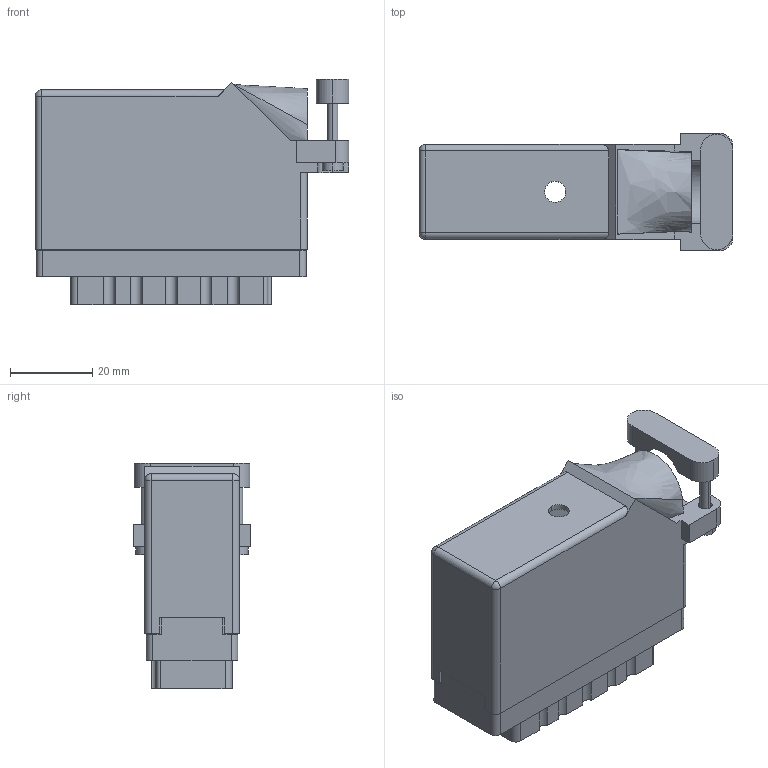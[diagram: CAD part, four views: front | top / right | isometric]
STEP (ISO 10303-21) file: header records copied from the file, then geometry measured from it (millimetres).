
FILE_DESCRIPTION (( 'STEP AP203' ), '1' );
FILE_NAME ('516-056-000-640.STEP', '2020-03-05T20:46:02', ( '' ), ( '' ), 'SwSTEP 2.0', 'SolidWorks 2016', '' );
FILE_SCHEMA (( 'CONFIG_CONTROL_DESIGN' ));
Length unit declared in the file: inch
Products named in the file (3): 516-056-000-640; 516-230-001_Plastic - 056 Side Entry - Large Clamp; 516 Part Receptacle_056
Assembly tree (2 placements, depth 2):
  516-056-000-640
    516 Part Receptacle_056
    516-230-001_Plastic - 056 Side Entry - Large Clamp
Bounding box: 76.5 x 28.57 x 54.91 mm (x, y, z)
Volume: 26937.8 mm3; surface area: 37140.7 mm2
Topology: 2 solids, 2 shells, 1347 faces, 3958 edges, 2634 vertices
Faces by surface type: plane 938, cylinder 402, bspline 3, cone 2, sphere 2
Entity records: 45464 total; most frequent: CARTESIAN_POINT 8035, ORIENTED_EDGE 7912, DIRECTION 7677, EDGE_CURVE 3956, VECTOR 2925, LINE 2925, VERTEX_POINT 2634, AXIS2_PLACEMENT_3D 2376
